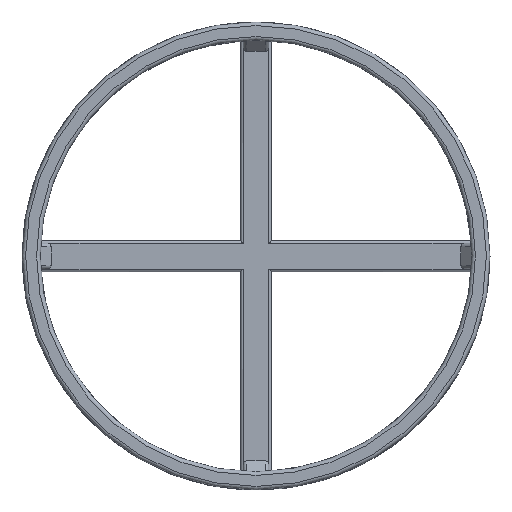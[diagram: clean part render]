
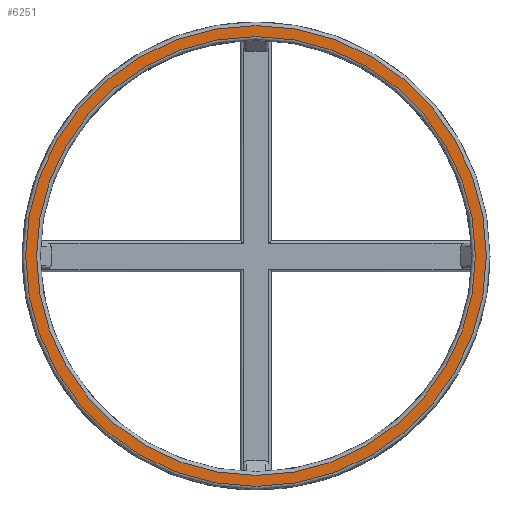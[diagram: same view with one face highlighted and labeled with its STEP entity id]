
A CAD part, top view. The second image highlights one B-rep face of the part: STEP entity #6251.
In plain terms, the highlighted planar face has unit normal (0, 0, 1).
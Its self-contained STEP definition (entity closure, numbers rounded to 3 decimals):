
#1274 = TOROIDAL_SURFACE('',#1275,60.25,1.);
#1275 = AXIS2_PLACEMENT_3D('',#1276,#1277,#1278);
#1276 = CARTESIAN_POINT('',(0.,0.,21.));
#1277 = DIRECTION('',(0.,0.,1.));
#1278 = DIRECTION('',(1.,0.,-0.));
#4883 = VERTEX_POINT('',#4884);
#4884 = CARTESIAN_POINT('',(60.25,0.,22.));
#4904 = EDGE_CURVE('',#4883,#4883,#4905,.T.);
#4905 = SURFACE_CURVE('',#4906,(#4911,#4918),.PCURVE_S1.);
#4906 = CIRCLE('',#4907,60.25);
#4907 = AXIS2_PLACEMENT_3D('',#4908,#4909,#4910);
#4908 = CARTESIAN_POINT('',(0.,0.,22.));
#4909 = DIRECTION('',(0.,0.,1.));
#4910 = DIRECTION('',(1.,0.,-0.));
#4911 = PCURVE('',#1274,#4912);
#4912 = DEFINITIONAL_REPRESENTATION('',(#4913),#4917);
#4913 = LINE('',#4914,#4915);
#4914 = CARTESIAN_POINT('',(0.,1.571));
#4915 = VECTOR('',#4916,1.);
#4916 = DIRECTION('',(1.,0.));
#4917 = ( GEOMETRIC_REPRESENTATION_CONTEXT(2) 
PARAMETRIC_REPRESENTATION_CONTEXT() REPRESENTATION_CONTEXT('2D SPACE',''
  ) );
#4918 = PCURVE('',#4919,#4924);
#4919 = PLANE('',#4920);
#4920 = AXIS2_PLACEMENT_3D('',#4921,#4922,#4923);
#4921 = CARTESIAN_POINT('',(0.,0.,22.)
  );
#4922 = DIRECTION('',(0.,0.,1.));
#4923 = DIRECTION('',(1.,0.,-0.));
#4924 = DEFINITIONAL_REPRESENTATION('',(#4925),#4929);
#4925 = CIRCLE('',#4926,60.25);
#4926 = AXIS2_PLACEMENT_2D('',#4927,#4928);
#4927 = CARTESIAN_POINT('',(0.,0.));
#4928 = DIRECTION('',(1.,0.));
#4929 = ( GEOMETRIC_REPRESENTATION_CONTEXT(2) 
PARAMETRIC_REPRESENTATION_CONTEXT() REPRESENTATION_CONTEXT('2D SPACE',''
  ) );
#6251 = ADVANCED_FACE('',(#6252,#6283),#4919,.T.);
#6252 = FACE_BOUND('',#6253,.T.);
#6253 = EDGE_LOOP('',(#6254));
#6254 = ORIENTED_EDGE('',*,*,#6255,.T.);
#6255 = EDGE_CURVE('',#6256,#6256,#6258,.T.);
#6256 = VERTEX_POINT('',#6257);
#6257 = CARTESIAN_POINT('',(63.25,0.,22.));
#6258 = SURFACE_CURVE('',#6259,(#6264,#6271),.PCURVE_S1.);
#6259 = CIRCLE('',#6260,63.25);
#6260 = AXIS2_PLACEMENT_3D('',#6261,#6262,#6263);
#6261 = CARTESIAN_POINT('',(0.,0.,22.));
#6262 = DIRECTION('',(0.,0.,1.));
#6263 = DIRECTION('',(1.,0.,-0.));
#6264 = PCURVE('',#4919,#6265);
#6265 = DEFINITIONAL_REPRESENTATION('',(#6266),#6270);
#6266 = CIRCLE('',#6267,63.25);
#6267 = AXIS2_PLACEMENT_2D('',#6268,#6269);
#6268 = CARTESIAN_POINT('',(0.,0.));
#6269 = DIRECTION('',(1.,0.));
#6270 = ( GEOMETRIC_REPRESENTATION_CONTEXT(2) 
PARAMETRIC_REPRESENTATION_CONTEXT() REPRESENTATION_CONTEXT('2D SPACE',''
  ) );
#6271 = PCURVE('',#6272,#6277);
#6272 = TOROIDAL_SURFACE('',#6273,63.25,1.);
#6273 = AXIS2_PLACEMENT_3D('',#6274,#6275,#6276);
#6274 = CARTESIAN_POINT('',(0.,0.,21.));
#6275 = DIRECTION('',(0.,0.,1.));
#6276 = DIRECTION('',(1.,0.,-0.));
#6277 = DEFINITIONAL_REPRESENTATION('',(#6278),#6282);
#6278 = LINE('',#6279,#6280);
#6279 = CARTESIAN_POINT('',(0.,1.571));
#6280 = VECTOR('',#6281,1.);
#6281 = DIRECTION('',(1.,0.));
#6282 = ( GEOMETRIC_REPRESENTATION_CONTEXT(2) 
PARAMETRIC_REPRESENTATION_CONTEXT() REPRESENTATION_CONTEXT('2D SPACE',''
  ) );
#6283 = FACE_BOUND('',#6284,.T.);
#6284 = EDGE_LOOP('',(#6285));
#6285 = ORIENTED_EDGE('',*,*,#4904,.F.);
